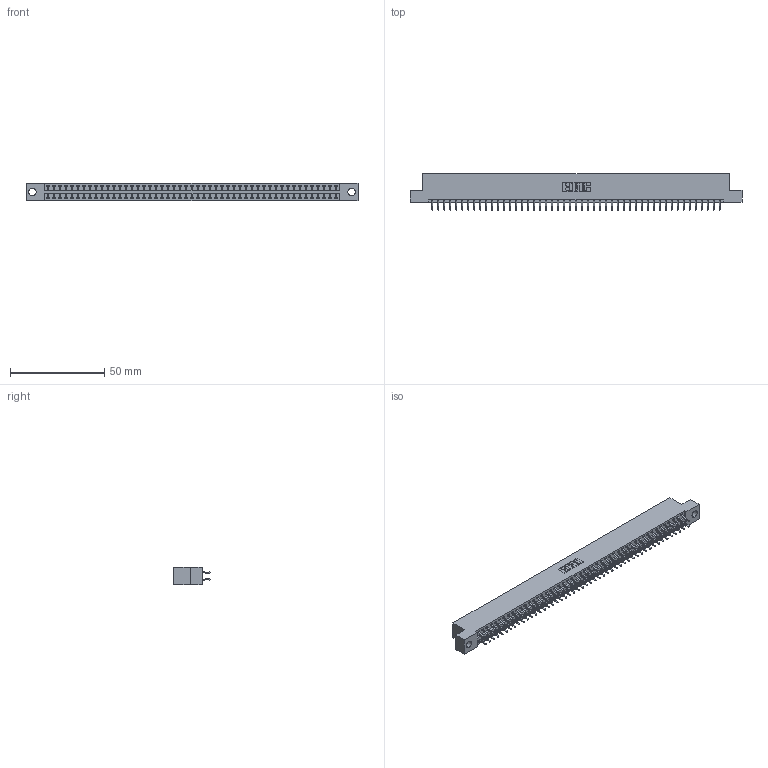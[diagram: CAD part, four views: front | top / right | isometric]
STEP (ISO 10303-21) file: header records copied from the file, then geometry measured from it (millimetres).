
FILE_DESCRIPTION (( 'STEP AP203' ), '1' );
FILE_NAME ('346-098-556-204.STEP', '2018-08-30T09:22:09', ( '' ), ( '' ), 'SwSTEP 2.0', 'SolidWorks 2016', '' );
FILE_SCHEMA (( 'CONFIG_CONTROL_DESIGN' ));
Length unit declared in the file: inch
Products named in the file (3): 346-098-556-204; 346 Part_Flush Mounting Lugs - 0.156 Dia-TH; 345-292-001_556 Tail
Assembly tree (99 placements, depth 2):
  346-098-556-204
    346 Part_Flush Mounting Lugs - 0.156 Dia-TH
    345-292-001_556 Tail  x98
Bounding box: 176.15 x 19.57 x 9.4 mm (x, y, z)
Volume: 17139.3 mm3; surface area: 23391.5 mm2
Topology: 99 solids, 99 shells, 5806 faces, 17283 edges, 11390 vertices
Faces by surface type: plane 3898, cylinder 1908
Entity records: 31259 total; most frequent: CARTESIAN_POINT 5156, ORIENTED_EDGE 5078, DIRECTION 4583, EDGE_CURVE 2539, LINE 2203, VECTOR 2203, VERTEX_POINT 1690, AXIS2_PLACEMENT_3D 1190
